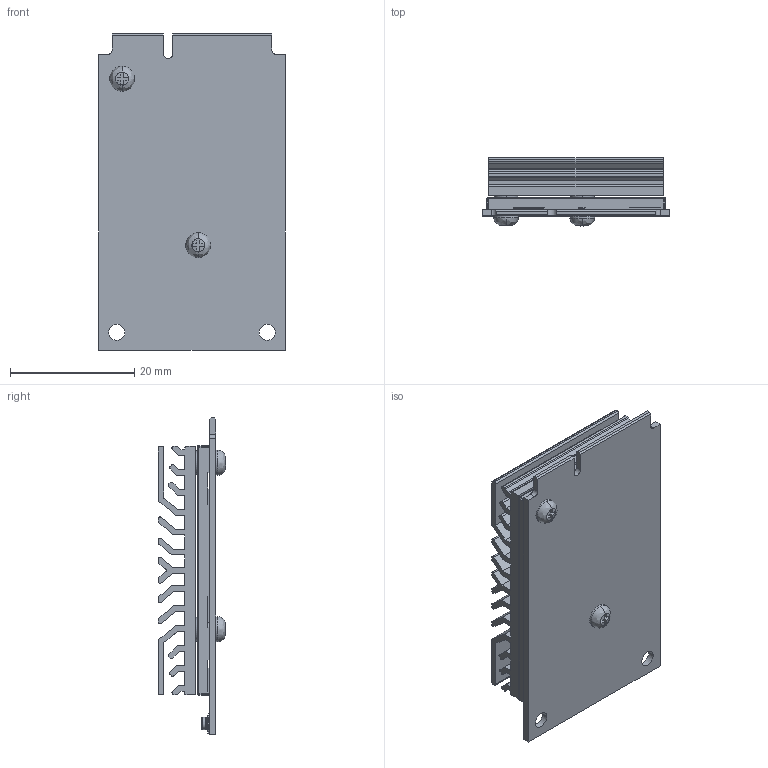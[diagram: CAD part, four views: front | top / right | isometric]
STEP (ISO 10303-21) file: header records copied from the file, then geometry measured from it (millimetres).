
FILE_DESCRIPTION((''),'2;1');
FILE_NAME('PWB-RAK2247_ASM','2020-12-09T',('lina'),(''),'PRO/ENGINEER BY PARAMETRIC TECHNOLOGY CORPORATION, 2010280','PRO/ENGINEER BY PARAMETRIC TECHNOLOGY CORPORATION, 2010280','');
FILE_SCHEMA(('AUTOMOTIVE_DESIGN { 1 2 10303 214 0 1 1 1 }'));
Length unit declared in the file: millimetre
Products named in the file (6): PWB-RAK2247; RAKU70580009; RAKU71420017; GB818-85_M2X4; IPEX-FEMALE; PWB-RAK2247_ASM
Assembly tree (6 placements, depth 2):
  PWB-RAK2247_ASM
    PWB-RAK2247
    RAKU70580009
    RAKU71420017
    GB818-85_M2X4  x2
    IPEX-FEMALE
Bounding box: 30 x 10.89 x 50.95 mm (x, y, z)
Volume: 5427.5 mm3; surface area: 12536 mm2
Topology: 6 solids, 6 shells, 369 faces, 1381 edges, 1060 vertices
Faces by surface type: plane 256, cylinder 94, cone 7, sphere 6, bspline 4, torus 2
Entity records: 17811 total; most frequent: CARTESIAN_POINT 2507, DIRECTION 2440, ORIENTED_EDGE 1908, PRESENTATION_STYLE_ASSIGNMENT 1238, STYLED_ITEM 1238, CURVE_STYLE 1234, VECTOR 1062, LINE 1062
